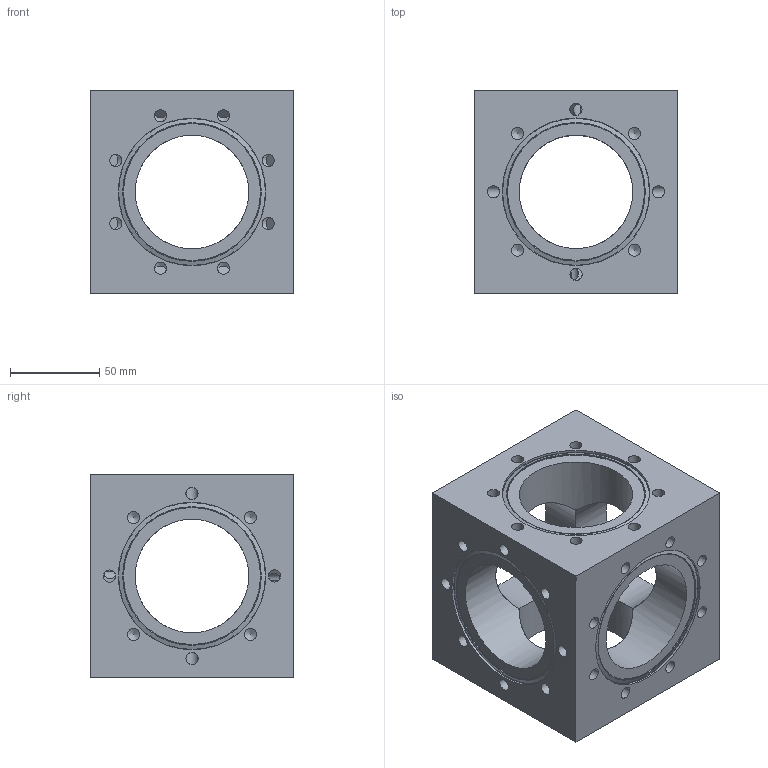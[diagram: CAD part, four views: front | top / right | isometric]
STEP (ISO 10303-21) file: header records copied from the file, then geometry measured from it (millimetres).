
FILE_DESCRIPTION (( 'STEP AP214' ), '1' );
FILE_NAME ('CUB1CF63SS304LFULLVAC.STEP', '2025-06-05T14:32:24', ( '' ), ( '' ), 'SwSTEP 2.0', 'SolidWorks 2017', '' );
FILE_SCHEMA (( 'AUTOMOTIVE_DESIGN' ));
Length unit declared in the file: millimetre
Products named in the file (1): CUB1CF63SS304LFULLVAC
Bounding box: 113.6 x 113.6 x 113.6 mm (x, y, z)
Volume: 708335.4 mm3; surface area: 187828.5 mm2
Topology: 6 solids, 6 shells, 206 faces, 512 edges, 326 vertices
Faces by surface type: cylinder 76, cone 60, plane 52, torus 18
Full cylindrical faces by diameter (mm): 6.8 x48, 63.5 x6, 82.5 x6
Entity records: 5639 total; most frequent: CARTESIAN_POINT 1447, DIRECTION 822, ORIENTED_EDGE 704, EDGE_LOOP 396, AXIS2_PLACEMENT_3D 367, EDGE_CURVE 352, FACE_OUTER_BOUND 284, VERTEX_POINT 272
